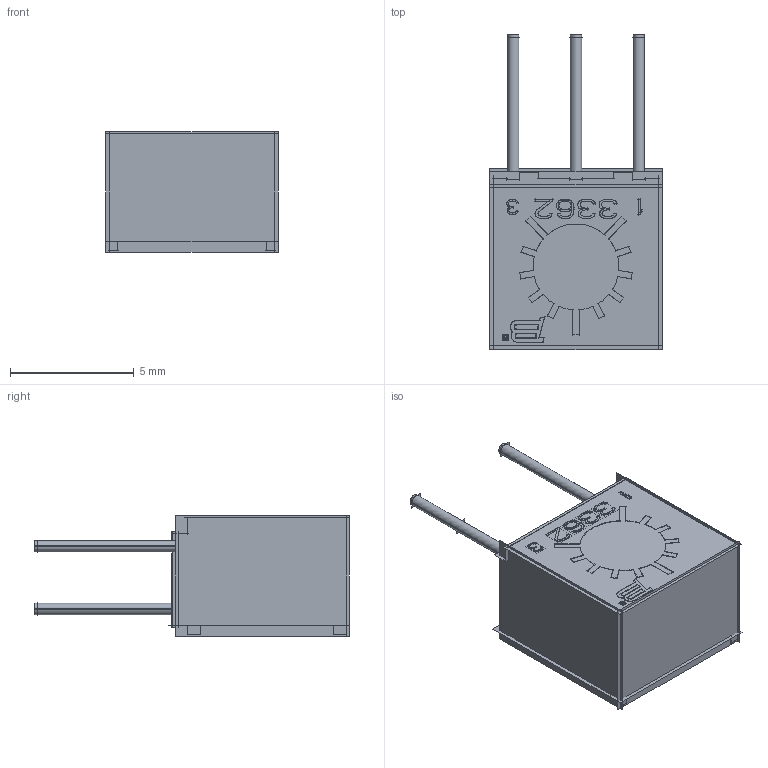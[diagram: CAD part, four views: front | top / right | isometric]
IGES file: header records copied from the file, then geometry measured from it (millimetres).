
Start section:  PTC IGES file: 3362s001xxx.igs
Global section: file name: 3362s001xxx.igs; native system: Creo Parametric by Parametric Technology Corporation; preprocessor: 2012230; author: RICKB; organization: Unknown; date: 20130222.073936; units: inch
Bounding box: 6.97 x 12.75 x 4.89 mm (x, y, z)
Surface area: 3672.4 mm2
Topology: 1 solids, 1 shells, 996 faces, 6543 edges, 9186 vertices
Faces by surface type: bspline 814, revolution 182
